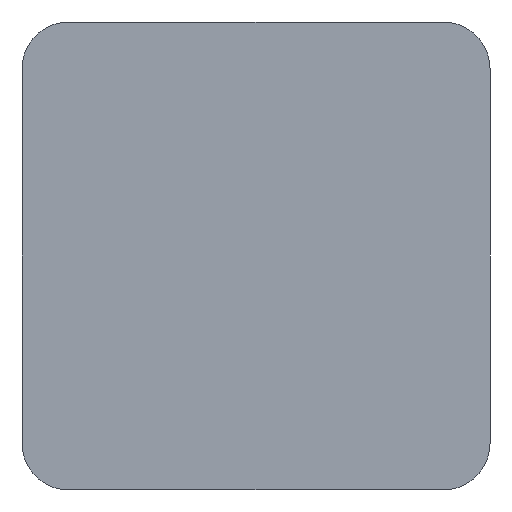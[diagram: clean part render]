
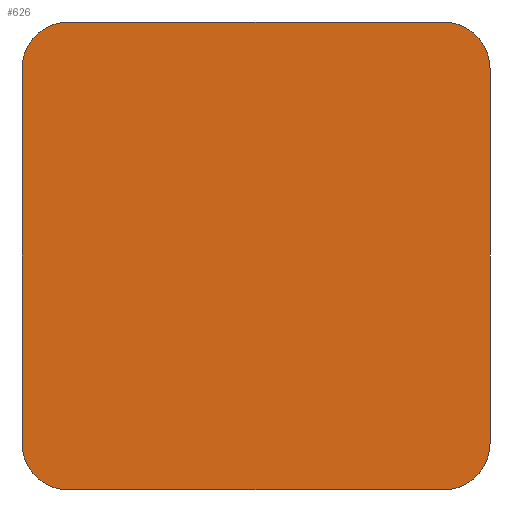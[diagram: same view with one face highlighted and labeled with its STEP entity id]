
A CAD part, left-side view. The second image highlights one B-rep face of the part: STEP entity #626.
In plain terms, the highlighted face is planar.
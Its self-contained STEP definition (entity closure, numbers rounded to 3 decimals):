
#291=DIRECTION(' ',(0.,0.,-1.));
#296=CARTESIAN_POINT(' ',(50.,-50.,0.));
#301=DIRECTION(' ',(-1.,0.,0.));
#306=AXIS2_PLACEMENT_3D(' ',#296,#291,#301);
#311=PLANE('',#306);
#316=CARTESIAN_POINT(' ',(-50.,-40.002,0.));
#321=DIRECTION(' ',(0.,1.,0.));
#326=VECTOR(' ',#321,1.);
#331=LINE('',#316,#326);
#336=CARTESIAN_POINT(' ',(-50.,-40.002,0.));
#337=VERTEX_POINT(' ',#336);
#341=CARTESIAN_POINT(' ',(-50.,40.002,0.));
#342=VERTEX_POINT(' ',#341);
#346=EDGE_CURVE(' ',#337,#342,#331,.T.);
#351=ORIENTED_EDGE(' ',*,*,#346,.T.);
#356=CARTESIAN_POINT(' ',(-40.002,40.002,0.));
#361=DIRECTION(' ',(0.,0.,1.));
#366=DIRECTION(' ',(0.,1.,0.));
#371=AXIS2_PLACEMENT_3D(' ',#356,#361,#366);
#376=CIRCLE('',#371,9.998);
#381=CARTESIAN_POINT(' ',(-40.002,50.,0.));
#382=VERTEX_POINT(' ',#381);
#386=EDGE_CURVE(' ',#382,#342,#376,.T.);
#391=ORIENTED_EDGE(' ',*,*,#386,.F.);
#396=CARTESIAN_POINT(' ',(-40.002,50.,0.));
#401=DIRECTION(' ',(1.,0.,0.));
#406=VECTOR(' ',#401,1.);
#411=LINE('',#396,#406);
#416=CARTESIAN_POINT(' ',(40.002,50.,0.));
#417=VERTEX_POINT(' ',#416);
#421=EDGE_CURVE(' ',#382,#417,#411,.T.);
#426=ORIENTED_EDGE(' ',*,*,#421,.T.);
#431=CARTESIAN_POINT(' ',(40.002,40.002,0.));
#436=DIRECTION(' ',(0.,0.,1.));
#441=DIRECTION(' ',(1.,0.,0.));
#446=AXIS2_PLACEMENT_3D(' ',#431,#436,#441);
#451=CIRCLE('',#446,9.998);
#456=CARTESIAN_POINT(' ',(50.,40.002,0.));
#457=VERTEX_POINT(' ',#456);
#461=EDGE_CURVE(' ',#457,#417,#451,.T.);
#466=ORIENTED_EDGE(' ',*,*,#461,.F.);
#471=CARTESIAN_POINT(' ',(50.,40.002,0.));
#476=DIRECTION(' ',(0.,-1.,0.));
#481=VECTOR(' ',#476,1.);
#486=LINE('',#471,#481);
#491=CARTESIAN_POINT(' ',(50.,-40.002,0.));
#492=VERTEX_POINT(' ',#491);
#496=EDGE_CURVE(' ',#457,#492,#486,.T.);
#501=ORIENTED_EDGE(' ',*,*,#496,.T.);
#506=CARTESIAN_POINT(' ',(40.002,-40.002,0.));
#511=DIRECTION(' ',(0.,0.,1.));
#516=DIRECTION(' ',(0.,-1.,0.));
#521=AXIS2_PLACEMENT_3D(' ',#506,#511,#516);
#526=CIRCLE('',#521,9.998);
#531=CARTESIAN_POINT(' ',(40.002,-50.,0.));
#532=VERTEX_POINT(' ',#531);
#536=EDGE_CURVE(' ',#532,#492,#526,.T.);
#541=ORIENTED_EDGE(' ',*,*,#536,.F.);
#546=CARTESIAN_POINT(' ',(40.002,-50.,0.));
#551=DIRECTION(' ',(-1.,0.,0.));
#556=VECTOR(' ',#551,1.);
#561=LINE('',#546,#556);
#566=CARTESIAN_POINT(' ',(-40.002,-50.,0.));
#567=VERTEX_POINT(' ',#566);
#571=EDGE_CURVE(' ',#532,#567,#561,.T.);
#576=ORIENTED_EDGE(' ',*,*,#571,.T.);
#581=CARTESIAN_POINT(' ',(-40.002,-40.002,0.));
#586=DIRECTION(' ',(0.,0.,1.));
#591=DIRECTION(' ',(-1.,0.,0.));
#596=AXIS2_PLACEMENT_3D(' ',#581,#586,#591);
#601=CIRCLE('',#596,9.998);
#606=EDGE_CURVE(' ',#337,#567,#601,.T.);
#611=ORIENTED_EDGE(' ',*,*,#606,.F.);
#616=EDGE_LOOP(' ',(#351,#391,#426,#466,#501,#541,#576,#611));
#621=FACE_OUTER_BOUND(' ',#616,.T.);
#626=ADVANCED_FACE('',(#621),#311,.T.);
